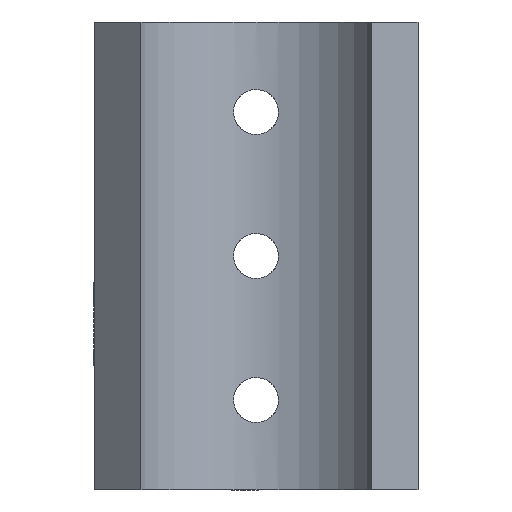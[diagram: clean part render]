
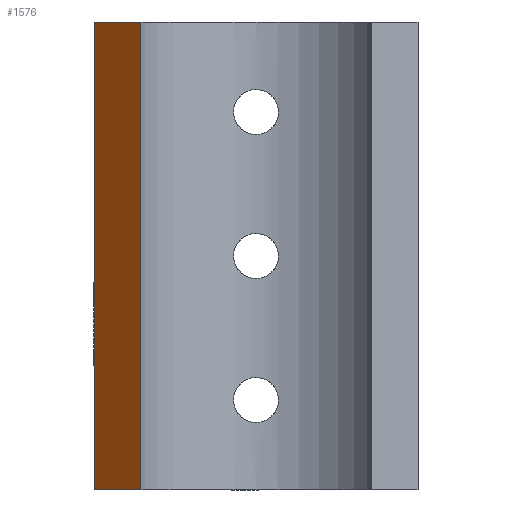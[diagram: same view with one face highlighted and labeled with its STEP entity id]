
A CAD part, left-side view. The second image highlights one B-rep face of the part: STEP entity #1576.
In plain terms, the highlighted planar face has unit normal (-0.707, 0.707, 0).
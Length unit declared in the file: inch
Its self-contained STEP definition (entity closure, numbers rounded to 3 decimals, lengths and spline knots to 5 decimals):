
#5 = CARTESIAN_POINT ( 'NONE',  ( -0.5625, 0.233, 1.62504 ) ) ;
#229 = VERTEX_POINT ( 'NONE', #1472 ) ;
#271 = ORIENTED_EDGE ( 'NONE', *, *, #649, .T. ) ;
#394 = ORIENTED_EDGE ( 'NONE', *, *, #472, .F. ) ;
#472 = EDGE_CURVE ( 'NONE', #1501, #835, #1263, .T. ) ;
#482 = VECTOR ( 'NONE', #1420, 39.37008 ) ;
#589 = DIRECTION ( 'NONE',  ( -0.707, -0.707, 0. ) ) ;
#649 = EDGE_CURVE ( 'NONE', #1501, #229, #3400, .T. ) ;
#835 = VERTEX_POINT ( 'NONE', #2364 ) ;
#1199 = ORIENTED_EDGE ( 'NONE', *, *, #2740, .F. ) ;
#1263 = LINE ( 'NONE', #2988, #1931 ) ;
#1420 = DIRECTION ( 'NONE',  ( 0.707, 0.707, 0. ) ) ;
#1472 = CARTESIAN_POINT ( 'NONE',  ( -0.233, 0.5625, 1.625 ) ) ;
#1501 = VERTEX_POINT ( 'NONE', #2271 ) ;
#1576 = ADVANCED_FACE ( 'NONE', ( #2233 ), #3119, .T. ) ;
#1683 = ORIENTED_EDGE ( 'NONE', *, *, #3124, .T. ) ;
#1801 = VECTOR ( 'NONE', #3160, 39.37008 ) ;
#1931 = VECTOR ( 'NONE', #2369, 39.37008 ) ;
#1976 = VECTOR ( 'NONE', #2797, 39.37008 ) ;
#2233 = FACE_OUTER_BOUND ( 'NONE', #2683, .T. ) ;
#2271 = CARTESIAN_POINT ( 'NONE',  ( -0.3955, 0.4, 1.625 ) ) ;
#2312 = CARTESIAN_POINT ( 'NONE',  ( -0.233, 0.5625, 1.62504 ) ) ;
#2364 = CARTESIAN_POINT ( 'NONE',  ( -0.3955, 0.4, 0. ) ) ;
#2369 = DIRECTION ( 'NONE',  ( 0., 0., -1. ) ) ;
#2494 = CARTESIAN_POINT ( 'NONE',  ( -0.5625, 0.233, 0. ) ) ;
#2594 = LINE ( 'NONE', #2494, #1976 ) ;
#2683 = EDGE_LOOP ( 'NONE', ( #271, #1683, #1199, #394 ) ) ;
#2740 = EDGE_CURVE ( 'NONE', #835, #3274, #2594, .T. ) ;
#2797 = DIRECTION ( 'NONE',  ( 0.707, 0.707, 0. ) ) ;
#2823 = DIRECTION ( 'NONE',  ( -0.707, 0.707, 0. ) ) ;
#2988 = CARTESIAN_POINT ( 'NONE',  ( -0.3955, 0.4, 1.62504 ) ) ;
#3119 = PLANE ( 'NONE',  #3264 ) ;
#3124 = EDGE_CURVE ( 'NONE', #229, #3274, #3324, .T. ) ;
#3160 = DIRECTION ( 'NONE',  ( 0., 0., -1. ) ) ;
#3264 = AXIS2_PLACEMENT_3D ( 'NONE', #5, #2823, #589 ) ;
#3274 = VERTEX_POINT ( 'NONE', #3561 ) ;
#3324 = LINE ( 'NONE', #2312, #1801 ) ;
#3400 = LINE ( 'NONE', #3429, #482 ) ;
#3429 = CARTESIAN_POINT ( 'NONE',  ( -0.5625, 0.233, 1.625 ) ) ;
#3561 = CARTESIAN_POINT ( 'NONE',  ( -0.233, 0.5625, 0. ) ) ;
